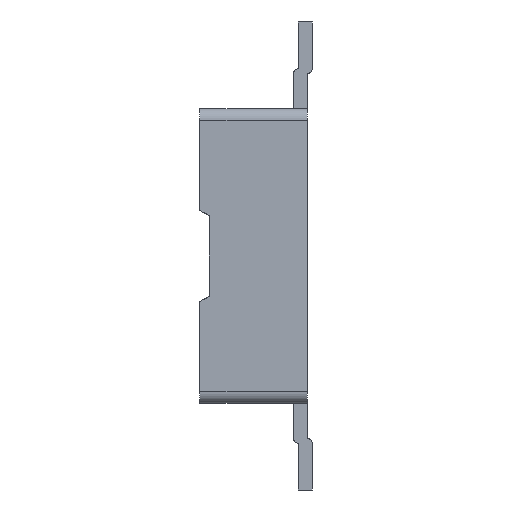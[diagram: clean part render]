
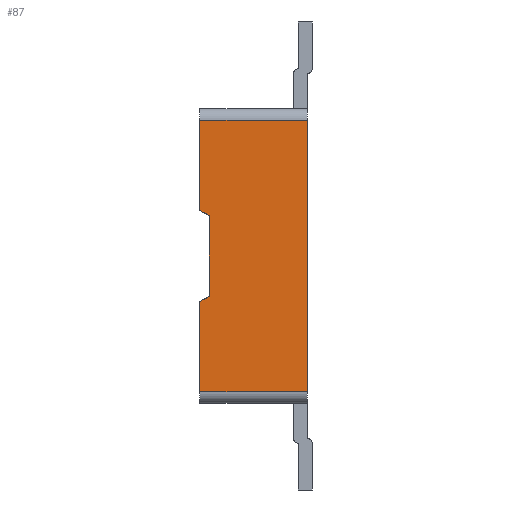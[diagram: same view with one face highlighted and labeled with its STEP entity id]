
A CAD part, left-side view. The second image highlights one B-rep face of the part: STEP entity #87.
In plain terms, the highlighted planar face has unit normal (-1, 0, 0).
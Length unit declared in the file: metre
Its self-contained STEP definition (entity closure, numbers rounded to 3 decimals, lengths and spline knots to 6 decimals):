
#87 = ADVANCED_FACE( '', ( #351 ), #352, .F. );
#351 = FACE_OUTER_BOUND( '', #795, .T. );
#352 = PLANE( '', #796 );
#795 = EDGE_LOOP( '', ( #1614, #1615, #1616, #1617, #1618, #1619, #1620, #1621 ) );
#796 = AXIS2_PLACEMENT_3D( '', #1622, #1623, #1624 );
#1614 = ORIENTED_EDGE( '', *, *, #3431, .F. );
#1615 = ORIENTED_EDGE( '', *, *, #3432, .F. );
#1616 = ORIENTED_EDGE( '', *, *, #3433, .F. );
#1617 = ORIENTED_EDGE( '', *, *, #3434, .F. );
#1618 = ORIENTED_EDGE( '', *, *, #3435, .F. );
#1619 = ORIENTED_EDGE( '', *, *, #3436, .T. );
#1620 = ORIENTED_EDGE( '', *, *, #3314, .F. );
#1621 = ORIENTED_EDGE( '', *, *, #3364, .T. );
#1622 = CARTESIAN_POINT( '', ( -0.002395, 0., 0. ) );
#1623 = DIRECTION( '', ( 1., 0., 0. ) );
#1624 = DIRECTION( '', ( 0., 1., 0. ) );
#3314 = EDGE_CURVE( '', #4134, #4136, #4137, .T. );
#3364 = EDGE_CURVE( '', #4134, #4220, #4223, .T. );
#3431 = EDGE_CURVE( '', #4340, #4220, #4341, .T. );
#3432 = EDGE_CURVE( '', #4342, #4340, #4343, .T. );
#3433 = EDGE_CURVE( '', #4344, #4342, #4345, .T. );
#3434 = EDGE_CURVE( '', #4346, #4344, #4347, .T. );
#3435 = EDGE_CURVE( '', #4348, #4346, #4349, .T. );
#3436 = EDGE_CURVE( '', #4348, #4136, #4350, .T. );
#4134 = VERTEX_POINT( '', #5398 );
#4136 = VERTEX_POINT( '', #5400 );
#4137 = LINE( '', #5401, #5402 );
#4220 = VERTEX_POINT( '', #5528 );
#4223 = LINE( '', #5531, #5532 );
#4340 = VERTEX_POINT( '', #5701 );
#4341 = LINE( '', #5702, #5703 );
#4342 = VERTEX_POINT( '', #5704 );
#4343 = LINE( '', #5705, #5706 );
#4344 = VERTEX_POINT( '', #5707 );
#4345 = LINE( '', #5708, #5709 );
#4346 = VERTEX_POINT( '', #5710 );
#4347 = LINE( '', #5711, #5712 );
#4348 = VERTEX_POINT( '', #5713 );
#4349 = LINE( '', #5714, #5715 );
#4350 = LINE( '', #5716, #5717 );
#5398 = CARTESIAN_POINT( '', ( -0.002395, 0., 0.00058 ) );
#5400 = CARTESIAN_POINT( '', ( -0.002395, 0., -0.00058 ) );
#5401 = CARTESIAN_POINT( '', ( -0.002395, 0., 0.00058 ) );
#5402 = VECTOR( '', #6762, 1. );
#5528 = CARTESIAN_POINT( '', ( -0.002395, 0.00046, 0.00058 ) );
#5531 = CARTESIAN_POINT( '', ( -0.002395, 0., 0.00058 ) );
#5532 = VECTOR( '', #6824, 1. );
#5701 = CARTESIAN_POINT( '', ( -0.002395, 0.00046, 0.000195 ) );
#5702 = CARTESIAN_POINT( '', ( -0.002395, 0.00046, 0.000195 ) );
#5703 = VECTOR( '', #6919, 1. );
#5704 = CARTESIAN_POINT( '', ( -0.002395, 0.00042, 0.000172 ) );
#5705 = CARTESIAN_POINT( '', ( -0.002395, 0.00042, 0.000172 ) );
#5706 = VECTOR( '', #6920, 1. );
#5707 = CARTESIAN_POINT( '', ( -0.002395, 0.00042, -0.000172 ) );
#5708 = CARTESIAN_POINT( '', ( -0.002395, 0.00042, -0.000172 ) );
#5709 = VECTOR( '', #6921, 1. );
#5710 = CARTESIAN_POINT( '', ( -0.002395, 0.00046, -0.000195 ) );
#5711 = CARTESIAN_POINT( '', ( -0.002395, 0.00046, -0.000195 ) );
#5712 = VECTOR( '', #6922, 1. );
#5713 = CARTESIAN_POINT( '', ( -0.002395, 0.00046, -0.00058 ) );
#5714 = CARTESIAN_POINT( '', ( -0.002395, 0.00046, -0.00058 ) );
#5715 = VECTOR( '', #6923, 1. );
#5716 = CARTESIAN_POINT( '', ( -0.002395, 0.00046, -0.00058 ) );
#5717 = VECTOR( '', #6924, 1. );
#6762 = DIRECTION( '', ( 0., 0., -1. ) );
#6824 = DIRECTION( '', ( 0., 1., 0. ) );
#6919 = DIRECTION( '', ( 0., 0., 1. ) );
#6920 = DIRECTION( '', ( 0., 0.866, 0.5 ) );
#6921 = DIRECTION( '', ( 0., 0., 1. ) );
#6922 = DIRECTION( '', ( 0., -0.866, 0.5 ) );
#6923 = DIRECTION( '', ( 0., 0., 1. ) );
#6924 = DIRECTION( '', ( 0., -1., 0. ) );
